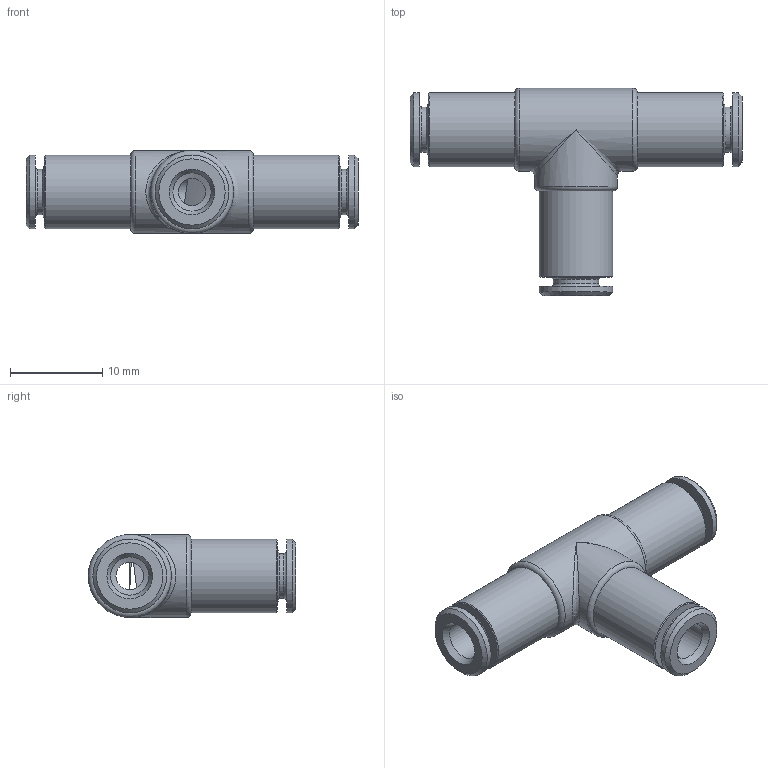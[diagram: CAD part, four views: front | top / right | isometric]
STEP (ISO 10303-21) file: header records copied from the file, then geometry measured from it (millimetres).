
FILE_DESCRIPTION(( 'MAL.29.04.04.stp' ), '1');
FILE_NAME( 'MAL.29.04.04.stp', '2021-02-19T16:28:27',( 'Sopra'),('sopra-pneumatic.com'), 'SwSTEP 2.0','SolidWorks 2009','' );
FILE_SCHEMA( ( 'AUTOMOTIVE_DESIGN { 1 0 10303 214 1 1 1 1 }' ) );
Length unit declared in the file: metre
Products named in the file (1): Taglia-Rivoluzione2
Bounding box: 36 x 22.5 x 9 mm (x, y, z)
Volume: 2007.8 mm3; surface area: 2144.3 mm2
Topology: 1 solids, 1 shells, 48 faces, 100 edges, 55 vertices
Faces by surface type: cylinder 16, cone 15, plane 9, torus 6, bspline 2
Full cylindrical faces by diameter (mm): 3 x2, 4.15 x3, 4.9 x3, 8 x6, 9 x2
Entity records: 1666 total; most frequent: CARTESIAN_POINT 439, DIRECTION 184, ORIENTED_EDGE 106, EDGE_LOOP 96, AXIS2_PLACEMENT_3D 92, FACE_OUTER_BOUND 70, EDGE_CURVE 53, VERTEX_POINT 51
